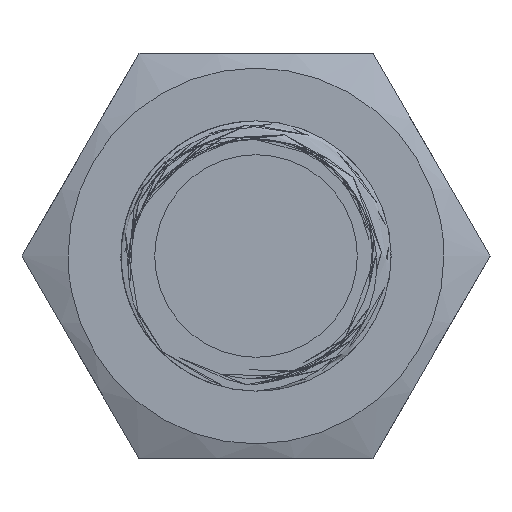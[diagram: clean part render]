
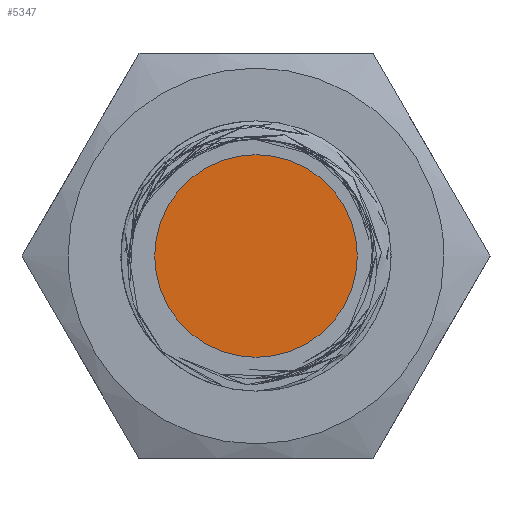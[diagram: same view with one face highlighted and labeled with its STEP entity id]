
A CAD part, left-side view. The second image highlights one B-rep face of the part: STEP entity #5347.
In plain terms, the highlighted planar face has unit normal (-1, 0, 0).
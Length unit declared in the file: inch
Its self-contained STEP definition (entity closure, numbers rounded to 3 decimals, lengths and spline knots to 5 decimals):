
#246 = AXIS2_PLACEMENT_3D ( 'NONE', #4862, #11710, #10813 ) ;
#377 = DIRECTION ( 'NONE',  ( 1., 0., 0. ) ) ;
#1011 = ORIENTED_EDGE ( 'NONE', *, *, #8155, .F. ) ;
#1083 = EDGE_CURVE ( 'NONE', #2105, #8826, #3377, .T. ) ;
#1412 = CARTESIAN_POINT ( 'NONE',  ( 9.12808, 0., -7.66132 ) ) ;
#2105 = VERTEX_POINT ( 'NONE', #6747 ) ;
#2327 = PLANE ( 'NONE',  #3613 ) ;
#3377 = CIRCLE ( 'NONE', #12381, 0.11811 ) ;
#3613 = AXIS2_PLACEMENT_3D ( 'NONE', #6564, #8363, #11383 ) ;
#4826 = ORIENTED_EDGE ( 'NONE', *, *, #1083, .F. ) ;
#4862 = CARTESIAN_POINT ( 'NONE',  ( 9.12808, 0., -7.66132 ) ) ;
#5347 = ADVANCED_FACE ( 'NONE', ( #7148 ), #2327, .F. ) ;
#6564 = CARTESIAN_POINT ( 'NONE',  ( 9.12808, 0., -7.66132 ) ) ;
#6747 = CARTESIAN_POINT ( 'NONE',  ( 9.12808, 0., -7.77943 ) ) ;
#7148 = FACE_OUTER_BOUND ( 'NONE', #12137, .T. ) ;
#8155 = EDGE_CURVE ( 'NONE', #8826, #2105, #10862, .T. ) ;
#8363 = DIRECTION ( 'NONE',  ( 1., 0., 0. ) ) ;
#8826 = VERTEX_POINT ( 'NONE', #10589 ) ;
#10589 = CARTESIAN_POINT ( 'NONE',  ( 9.12808, 0., -7.54321 ) ) ;
#10813 = DIRECTION ( 'NONE',  ( 0., 0., -1. ) ) ;
#10862 = CIRCLE ( 'NONE', #246, 0.11811 ) ;
#11383 = DIRECTION ( 'NONE',  ( 0., 0., -1. ) ) ;
#11710 = DIRECTION ( 'NONE',  ( 1., 0., 0. ) ) ;
#12137 = EDGE_LOOP ( 'NONE', ( #4826, #1011 ) ) ;
#12152 = DIRECTION ( 'NONE',  ( 0., 0., -1. ) ) ;
#12381 = AXIS2_PLACEMENT_3D ( 'NONE', #1412, #377, #12152 ) ;
